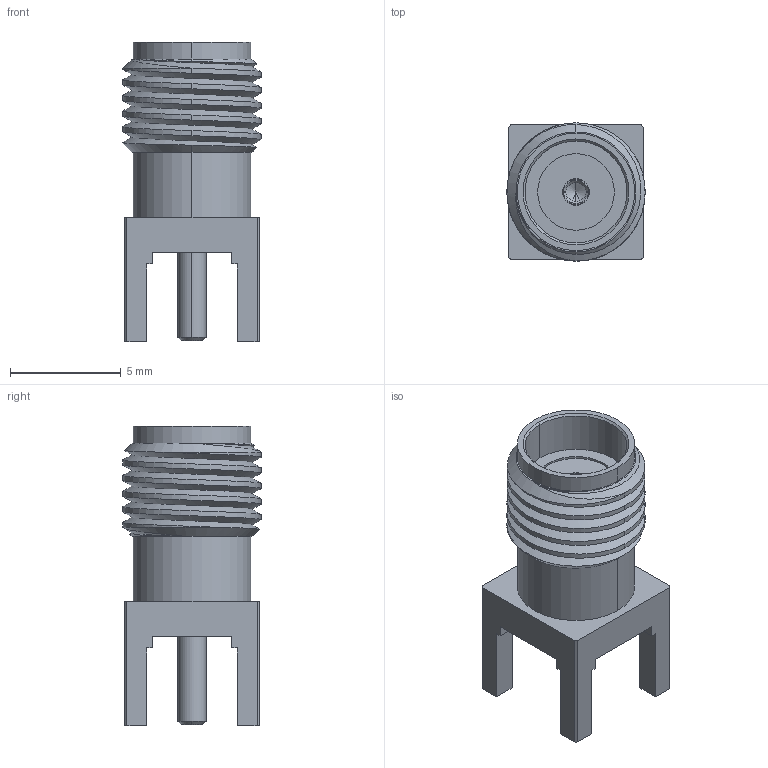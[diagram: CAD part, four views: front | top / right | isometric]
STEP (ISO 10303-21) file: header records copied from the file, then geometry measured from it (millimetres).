
FILE_DESCRIPTION(/* description */ (''),/* implementation_level */ '2;1');
FILE_NAME(/* name */ '733910070wbm000_01_214.stp',/* time_stamp */ '2022-03-02T02:53:46+05:00',/* author */ (''),/* organization */ (''),/* preprocessor_version */ 'ST-DEVELOPER v16.7',/* originating_system */ 'SIEMENS PLM Software NX 1919',/* authorisation */ '');
FILE_SCHEMA (('AUTOMOTIVE_DESIGN { 1 0 10303 214 3 1 1 1 }'));
Length unit declared in the file: millimetre
Products named in the file (1): 733910070wbm000_01
Bounding box: 6.24 x 6.24 x 13.5 mm (x, y, z)
Volume: 240.1 mm3; surface area: 432.5 mm2
Topology: 1 solids, 1 shells, 103 faces, 268 edges, 173 vertices
Faces by surface type: plane 47, cylinder 35, cone 19, bspline 2
Entity records: 8304 total; most frequent: CARTESIAN_POINT 5780, ORIENTED_EDGE 532, DIRECTION 509, EDGE_CURVE 266, AXIS2_PLACEMENT_3D 184, VERTEX_POINT 173, LINE 141, VECTOR 141
